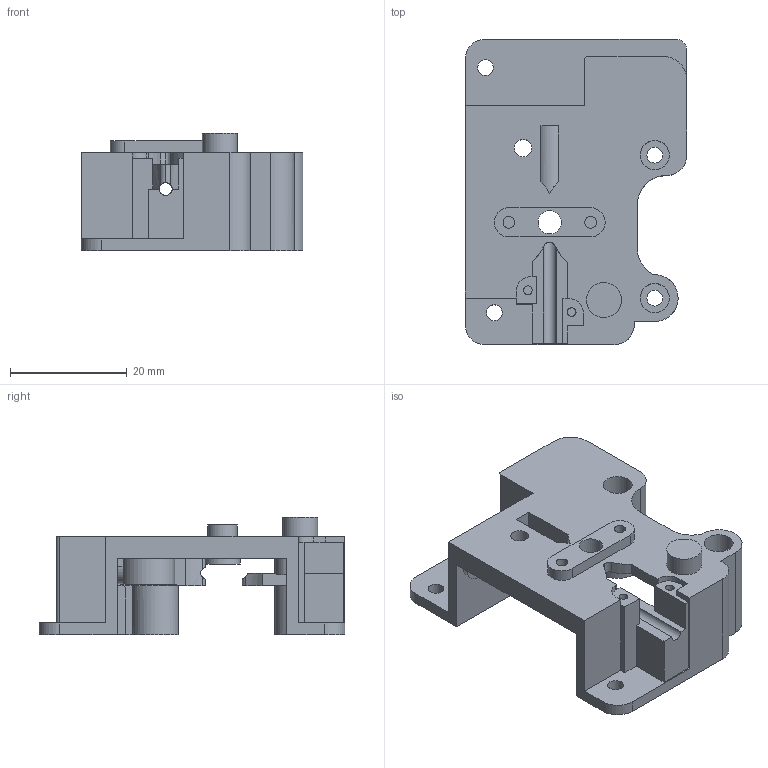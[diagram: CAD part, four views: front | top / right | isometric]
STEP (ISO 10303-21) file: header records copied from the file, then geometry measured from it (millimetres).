
FILE_DESCRIPTION (( 'STEP AP203' ), '1' );
FILE_NAME ('Q2撥堤儂淏醱.STEP', '2025-09-24T01:57:14', ( '' ), ( '' ), 'SwSTEP 2.0', 'SolidWorks 2024', '' );
FILE_SCHEMA (( 'CONFIG_CONTROL_DESIGN' ));
Length unit declared in the file: millimetre
Products named in the file (1): Q2挤出机正面
Bounding box: 38 x 52.4 x 20.1 mm (x, y, z)
Volume: 8735.6 mm3; surface area: 9610.9 mm2
Topology: 1 solids, 1 shells, 167 faces, 451 edges, 300 vertices
Faces by surface type: plane 98, cylinder 68, cone 1
Full cylindrical faces by diameter (mm): 1.5 x2, 2 x3, 2.2 x1, 2.5 x1, 2.7 x4, 3 x3, 4 x1, 5 x2, 5.2 x1, 5.7 x1, 6 x3
Entity records: 5289 total; most frequent: CARTESIAN_POINT 974, DIRECTION 880, ORIENTED_EDGE 848, EDGE_CURVE 424, AXIS2_PLACEMENT_3D 300, VERTEX_POINT 296, LINE 280, VECTOR 280
